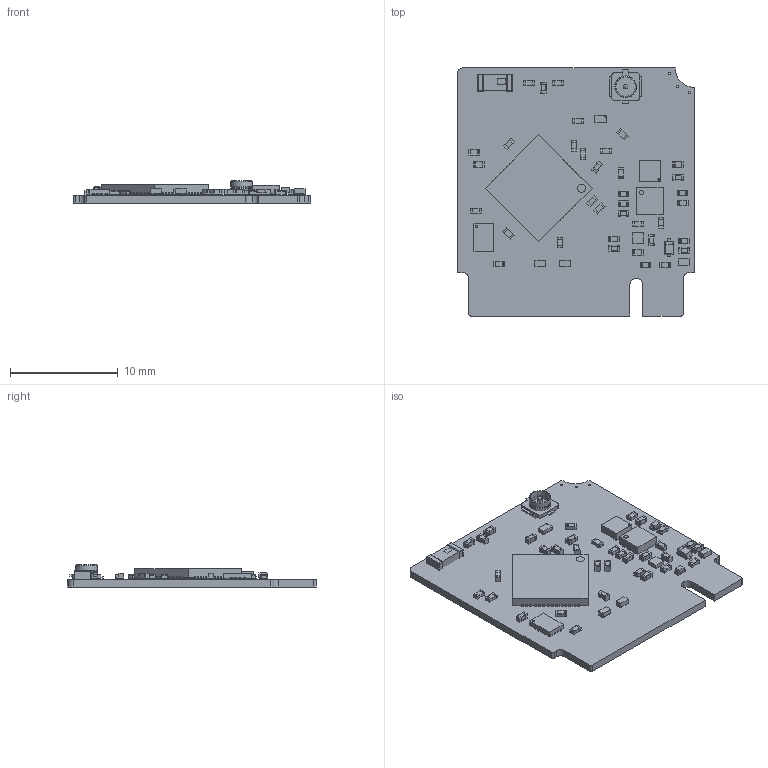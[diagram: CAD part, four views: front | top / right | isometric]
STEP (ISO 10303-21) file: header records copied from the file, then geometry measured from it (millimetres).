
FILE_DESCRIPTION(('KiCad electronic assembly'),'2;1');
FILE_NAME('EdgeS3_Dual_P1.step','2025-06-18T20:22:52',('Pcbnew'),( 'Kicad'),'Open CASCADE STEP processor 7.8','KiCad to STEP converter' ,'Unknown');
FILE_SCHEMA(('AUTOMOTIVE_DESIGN { 1 0 10303 214 1 1 1 1 }'));
Length unit declared in the file: millimetre
Products named in the file (16): EdgeS3_Dual_P1 1; C_0402_1005Metric; U.FL_Hirose_U.FL-R-SMT-1_Vertical; BGS12WN6E6327XTSA1; L_0402_1005Metric; R_0402_1005Metric; TVS_DFN1006; LED_0402_1005Metric; NCP170AMX170TCG; FXL6408UMX; D_SOD-523; 2450AT18B100E--3DModel-STEP-269445; TDFN-6-1EP_2.5x2.5mm_P0.65mm_EP1.3x2mm; MAX17048G-T10; ESP32_S2--3DModel-STEP-1; EdgeS3_Dual_R1_PCB
Assembly tree (49 placements, depth 2):
  EdgeS3_Dual_P1 1
    C_0402_1005Metric  x17
    U.FL_Hirose_U.FL-R-SMT-1_Vertical
    BGS12WN6E6327XTSA1
    L_0402_1005Metric  x3
    R_0402_1005Metric  x14
    TVS_DFN1006  x3
    LED_0402_1005Metric  x2
    NCP170AMX170TCG
    FXL6408UMX
    D_SOD-523
    2450AT18B100E--3DModel-STEP-269445
    TDFN-6-1EP_2.5x2.5mm_P0.65mm_EP1.3x2mm
    MAX17048G-T10
    ESP32_S2--3DModel-STEP-1
    EdgeS3_Dual_R1_PCB
Bounding box: 22 x 23 x 2.04 mm (x, y, z)
Volume: 420.8 mm3; surface area: 1470.7 mm2
Topology: 160 solids, 160 shells, 2576 faces, 6460 edges, 4248 vertices
Faces by surface type: plane 1866, cylinder 680, bspline 26, cone 3, sphere 1
Full cylindrical faces by diameter (mm): 0.2 x3, 0.4 x2, 1.8 x1, 1.92 x1, 2 x2
Entity records: 51327 total; most frequent: CARTESIAN_POINT 8736, ORIENTED_EDGE 8116, DIRECTION 8104, EDGE_CURVE 4058, LINE 3332, VECTOR 3332, VERTEX_POINT 2678, AXIS2_PLACEMENT_3D 2386
